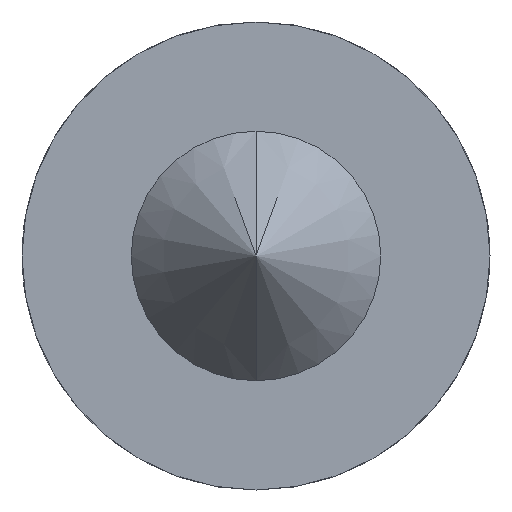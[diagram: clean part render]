
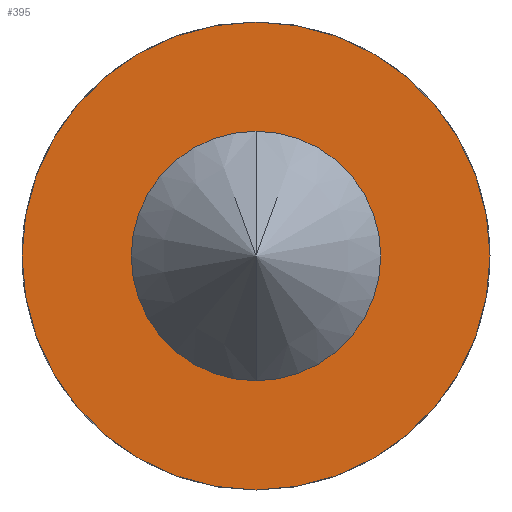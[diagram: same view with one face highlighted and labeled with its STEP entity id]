
A CAD part, front view. The second image highlights one B-rep face of the part: STEP entity #395.
In plain terms, the highlighted planar face has unit normal (0, -1, 0).
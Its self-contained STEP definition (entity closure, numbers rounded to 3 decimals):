
#31 = VERTEX_POINT ( 'NONE', #345 ) ;
#36 = VERTEX_POINT ( 'NONE', #344 ) ;
#52 = AXIS2_PLACEMENT_3D ( 'NONE', #204, #199, #196 ) ;
#59 = AXIS2_PLACEMENT_3D ( 'NONE', #259, #258, #257 ) ;
#67 = VERTEX_POINT ( 'NONE', #332 ) ;
#68 = VERTEX_POINT ( 'NONE', #331 ) ;
#85 = EDGE_LOOP ( 'NONE', ( #493, #464 ) ) ;
#86 = EDGE_LOOP ( 'NONE', ( #490, #512 ) ) ;
#94 = AXIS2_PLACEMENT_3D ( 'NONE', #162, #164, #174 ) ;
#112 = CIRCLE ( 'NONE', #59, 3. ) ;
#116 = CIRCLE ( 'NONE', #123, 3. ) ;
#123 = AXIS2_PLACEMENT_3D ( 'NONE', #256, #252, #248 ) ;
#125 = CIRCLE ( 'NONE', #52, 7.5 ) ;
#161 = PLANE ( 'NONE',  #94 ) ;
#162 = CARTESIAN_POINT ( 'NONE',  ( 0., 0., 3. ) ) ;
#164 = DIRECTION ( 'NONE',  ( 0., -1., 0. ) ) ;
#174 = DIRECTION ( 'NONE',  ( 0., 0., -1. ) ) ;
#196 = DIRECTION ( 'NONE',  ( 0., 0., 1. ) ) ;
#199 = DIRECTION ( 'NONE',  ( 0., 1., 0. ) ) ;
#204 = CARTESIAN_POINT ( 'NONE',  ( 0., 0., 0. ) ) ;
#248 = DIRECTION ( 'NONE',  ( 0., 0., 1. ) ) ;
#252 = DIRECTION ( 'NONE',  ( 0., 1., 0. ) ) ;
#256 = CARTESIAN_POINT ( 'NONE',  ( 0., 0., 0. ) ) ;
#257 = DIRECTION ( 'NONE',  ( 0., 0., 1. ) ) ;
#258 = DIRECTION ( 'NONE',  ( 0., 1., 0. ) ) ;
#259 = CARTESIAN_POINT ( 'NONE',  ( 0., 0., 0. ) ) ;
#278 = FACE_OUTER_BOUND ( 'NONE', #86, .T. ) ;
#281 = FACE_BOUND ( 'NONE', #85, .T. ) ;
#331 = CARTESIAN_POINT ( 'NONE',  ( 0., 0., -7.5 ) ) ;
#332 = CARTESIAN_POINT ( 'NONE',  ( 0., 0., 7.5 ) ) ;
#344 = CARTESIAN_POINT ( 'NONE',  ( 0., 0., 3. ) ) ;
#345 = CARTESIAN_POINT ( 'NONE',  ( 0., 0., -3. ) ) ;
#358 = EDGE_CURVE ( 'NONE', #67, #68, #410, .T. ) ;
#366 = EDGE_CURVE ( 'NONE', #36, #31, #116, .T. ) ;
#371 = EDGE_CURVE ( 'NONE', #68, #67, #125, .T. ) ;
#374 = EDGE_CURVE ( 'NONE', #31, #36, #112, .T. ) ;
#395 = ADVANCED_FACE ( 'NONE', ( #281, #278 ), #161, .T. ) ;
#410 = CIRCLE ( 'NONE', #414, 7.5 ) ;
#414 = AXIS2_PLACEMENT_3D ( 'NONE', #429, #431, #432 ) ;
#429 = CARTESIAN_POINT ( 'NONE',  ( 0., 0., 0. ) ) ;
#431 = DIRECTION ( 'NONE',  ( 0., 1., 0. ) ) ;
#432 = DIRECTION ( 'NONE',  ( 0., 0., 1. ) ) ;
#464 = ORIENTED_EDGE ( 'NONE', *, *, #374, .T. ) ;
#490 = ORIENTED_EDGE ( 'NONE', *, *, #358, .F. ) ;
#493 = ORIENTED_EDGE ( 'NONE', *, *, #366, .T. ) ;
#512 = ORIENTED_EDGE ( 'NONE', *, *, #371, .F. ) ;
